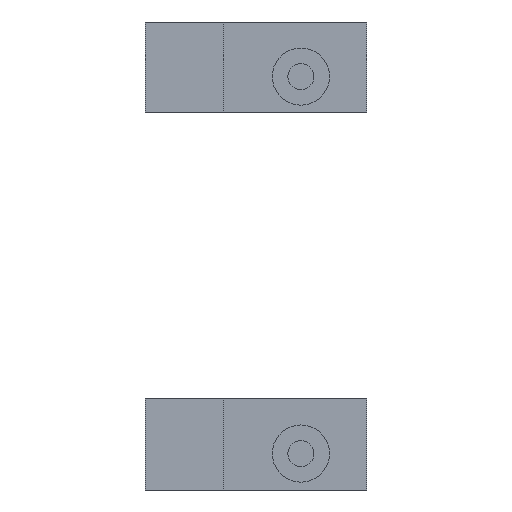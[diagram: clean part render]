
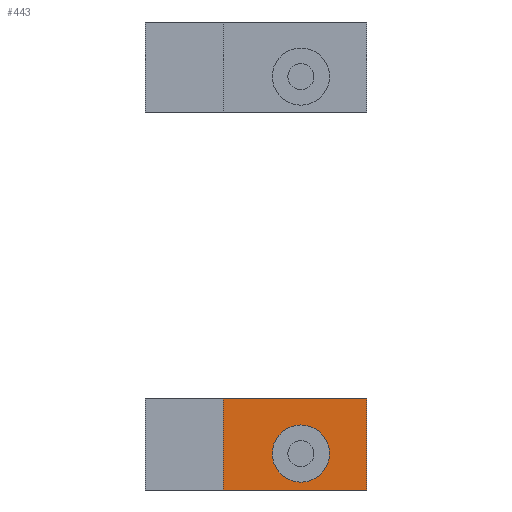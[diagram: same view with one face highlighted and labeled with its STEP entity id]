
A CAD part, front view. The second image highlights one B-rep face of the part: STEP entity #443.
In plain terms, the highlighted planar face has unit normal (0, -1, 0).
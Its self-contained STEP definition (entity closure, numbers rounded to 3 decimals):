
#45=DIRECTION('',(0.,0.,1.));
#46=VECTOR('',#45,5.5);
#47=CARTESIAN_POINT('',(0.,0.,0.));
#48=LINE('',#47,#46);
#49=DIRECTION('',(-1.,0.,0.));
#50=VECTOR('',#49,3.5);
#51=CARTESIAN_POINT('',(3.5,0.,0.));
#52=LINE('',#51,#50);
#53=CARTESIAN_POINT('',(1.4,0.,2.525));
#54=DIRECTION('',(0.,-1.,0.));
#55=DIRECTION('',(0.,0.,-1.));
#56=AXIS2_PLACEMENT_3D('',#53,#54,#55);
#58=CARTESIAN_POINT('',(1.4,0.,2.525));
#59=DIRECTION('',(0.,-1.,0.));
#60=DIRECTION('',(0.,0.,1.));
#61=AXIS2_PLACEMENT_3D('',#58,#59,#60);
#67=DIRECTION('',(-1.,0.,0.));
#68=VECTOR('',#67,3.5);
#69=CARTESIAN_POINT('',(3.5,0.,5.5));
#70=LINE('',#69,#68);
#91=DIRECTION('',(0.,0.,1.));
#92=VECTOR('',#91,5.5);
#93=CARTESIAN_POINT('',(3.5,0.,0.));
#94=LINE('',#93,#92);
#275=CARTESIAN_POINT('',(0.,0.,5.5));
#276=VERTEX_POINT('',#275);
#277=CARTESIAN_POINT('',(0.,0.,0.));
#278=VERTEX_POINT('',#277);
#315=CARTESIAN_POINT('',(3.5,0.,0.));
#316=VERTEX_POINT('',#315);
#317=CARTESIAN_POINT('',(3.5,0.,5.5));
#318=VERTEX_POINT('',#317);
#329=CARTESIAN_POINT('',(1.4,0.,1.425));
#330=CARTESIAN_POINT('',(1.4,0.,3.625));
#331=VERTEX_POINT('',#329);
#332=VERTEX_POINT('',#330);
#424=CARTESIAN_POINT('',(0.,0.,5.5));
#425=DIRECTION('',(0.,-1.,0.));
#426=DIRECTION('',(0.,0.,-1.));
#427=AXIS2_PLACEMENT_3D('',#424,#425,#426);
#428=PLANE('',#427);
#429=ORIENTED_EDGE('',*,*,#360,.T.);
#431=ORIENTED_EDGE('',*,*,#430,.F.);
#433=ORIENTED_EDGE('',*,*,#432,.F.);
#434=ORIENTED_EDGE('',*,*,#416,.T.);
#435=EDGE_LOOP('',(#429,#431,#433,#434));
#436=FACE_OUTER_BOUND('',#435,.F.);
#438=ORIENTED_EDGE('',*,*,#437,.T.);
#440=ORIENTED_EDGE('',*,*,#439,.T.);
#441=EDGE_LOOP('',(#438,#440));
#442=FACE_BOUND('',#441,.F.);
#443=ADVANCED_FACE('',(#436,#442),#428,.T.);
#57=CIRCLE('',#56,1.1);
#62=CIRCLE('',#61,1.1);
#360=EDGE_CURVE('',#278,#276,#48,.T.);
#416=EDGE_CURVE('',#316,#278,#52,.T.);
#430=EDGE_CURVE('',#318,#276,#70,.T.);
#432=EDGE_CURVE('',#316,#318,#94,.T.);
#437=EDGE_CURVE('',#331,#332,#57,.T.);
#439=EDGE_CURVE('',#332,#331,#62,.T.);
